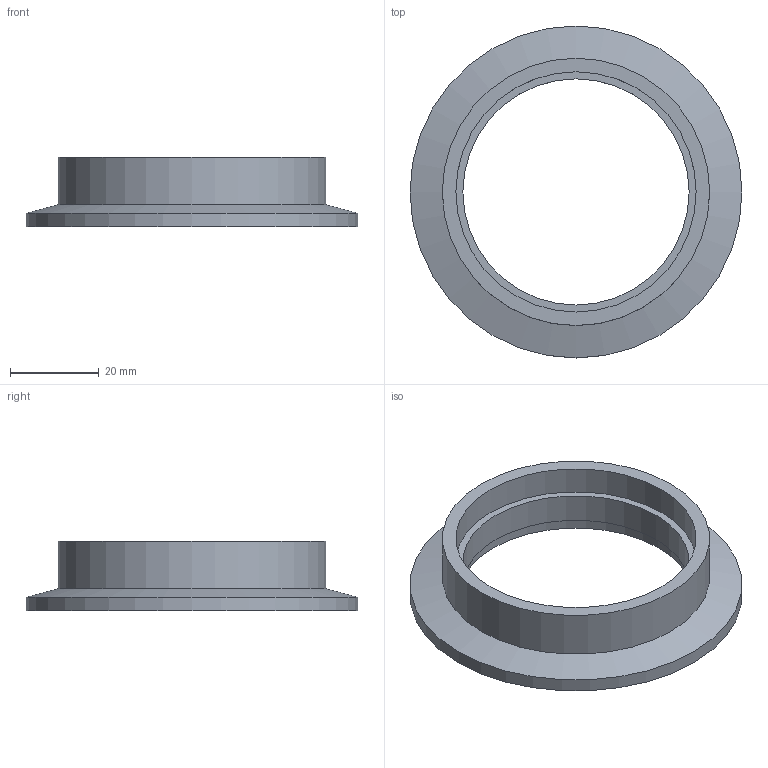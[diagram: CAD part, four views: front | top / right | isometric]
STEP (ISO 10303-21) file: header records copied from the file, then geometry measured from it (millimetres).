
FILE_DESCRIPTION( ( 'Unknown' ), '1' );
FILE_NAME( 'QF50-212-BF.stp', 'Unknown', ( 'Unknown' ), ( 'Unknown' ), 'XStep 1.0', 'Unknown', ' ' );
FILE_SCHEMA( ( 'CONFIG_CONTROL_DESIGN' ) );
Length unit declared in the file: millimetre
Products named in the file (1): 1
Bounding box: 74.93 x 74.93 x 15.75 mm (x, y, z)
Volume: 16993.7 mm3; surface area: 10134.1 mm2
Topology: 1 solids, 1 shells, 11 faces, 19 edges, 13 vertices
Faces by surface type: plane 5, cylinder 5, cone 1
Full cylindrical faces by diameter (mm): 51.054 x1, 52.451 x1, 54.229 x1, 60.325 x1, 74.93 x1
Entity records: 272 total; most frequent: DIRECTION 46, CARTESIAN_POINT 34, AXIS2_PLACEMENT_3D 23, EDGE_LOOP 22, ORIENTED_EDGE 22, FACE_OUTER_BOUND 16, ADVANCED_FACE 11, EDGE_CURVE 11
